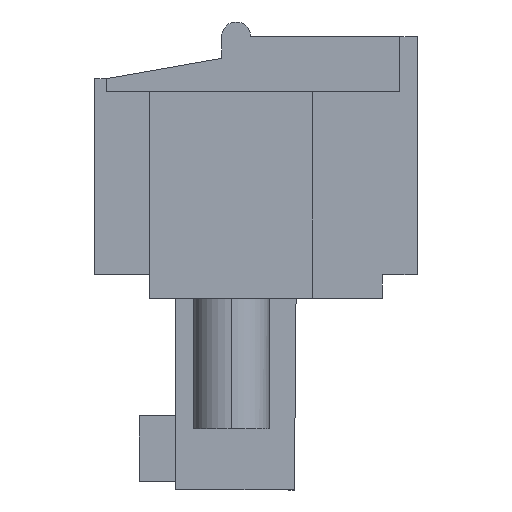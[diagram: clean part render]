
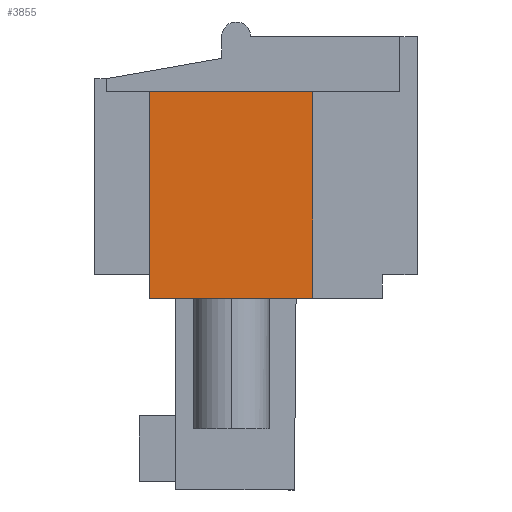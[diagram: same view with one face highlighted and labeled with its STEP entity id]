
A CAD part, left-side view. The second image highlights one B-rep face of the part: STEP entity #3855.
In plain terms, the highlighted planar face has unit normal (-1, 0, 0).
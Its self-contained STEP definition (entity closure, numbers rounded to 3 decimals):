
#3842=AXIS2_PLACEMENT_3D('Plane Axis2P3D',#3839,#3840,#3841) ;
#842=CARTESIAN_POINT('Vertex',(0.,3.6,6.6)) ;
#845=CARTESIAN_POINT('Line Origine',(0.,6.4,6.6)) ;
#849=CARTESIAN_POINT('Vertex',(0.,9.2,6.6)) ;
#2455=CARTESIAN_POINT('Line Origine',(0.,3.6,10.15)) ;
#2459=CARTESIAN_POINT('Vertex',(0.,3.6,13.7)) ;
#2997=CARTESIAN_POINT('Vertex',(0.,9.2,13.7)) ;
#3000=CARTESIAN_POINT('Line Origine',(0.,6.4,13.7)) ;
#3839=CARTESIAN_POINT('Axis2P3D Location',(0.,8.7,13.7)) ;
#3844=CARTESIAN_POINT('Line Origine',(0.,9.2,10.15)) ;
#846=DIRECTION('Vector Direction',(0.,-1.,0.)) ;
#2456=DIRECTION('Vector Direction',(0.,0.,-1.)) ;
#3001=DIRECTION('Vector Direction',(0.,-1.,0.)) ;
#3840=DIRECTION('Axis2P3D Direction',(1.,0.,0.)) ;
#3841=DIRECTION('Axis2P3D XDirection',(0.,-1.,0.)) ;
#3845=DIRECTION('Vector Direction',(0.,0.,-1.)) ;
#847=VECTOR('Line Direction',#846,1.) ;
#2457=VECTOR('Line Direction',#2456,1.) ;
#3002=VECTOR('Line Direction',#3001,1.) ;
#3846=VECTOR('Line Direction',#3845,1.) ;
#3850=ORIENTED_EDGE('',*,*,#3848,.T.) ;
#3851=ORIENTED_EDGE('',*,*,#851,.T.) ;
#3852=ORIENTED_EDGE('',*,*,#2461,.F.) ;
#3853=ORIENTED_EDGE('',*,*,#3004,.F.) ;
#3855=ADVANCED_FACE('HOUSING',(#3854),#3843,.F.) ;
#851=EDGE_CURVE('',#850,#843,#848,.T.) ;
#2461=EDGE_CURVE('',#2460,#843,#2458,.T.) ;
#3004=EDGE_CURVE('',#2998,#2460,#3003,.T.) ;
#3848=EDGE_CURVE('',#2998,#850,#3847,.T.) ;
#3849=EDGE_LOOP('',(#3850,#3851,#3852,#3853)) ;
#3854=FACE_OUTER_BOUND('',#3849,.T.) ;
#848=LINE('Line',#845,#847) ;
#2458=LINE('Line',#2455,#2457) ;
#3003=LINE('Line',#3000,#3002) ;
#3847=LINE('Line',#3844,#3846) ;
#3843=PLANE('',#3842) ;
#843=VERTEX_POINT('',#842) ;
#850=VERTEX_POINT('',#849) ;
#2460=VERTEX_POINT('',#2459) ;
#2998=VERTEX_POINT('',#2997) ;
